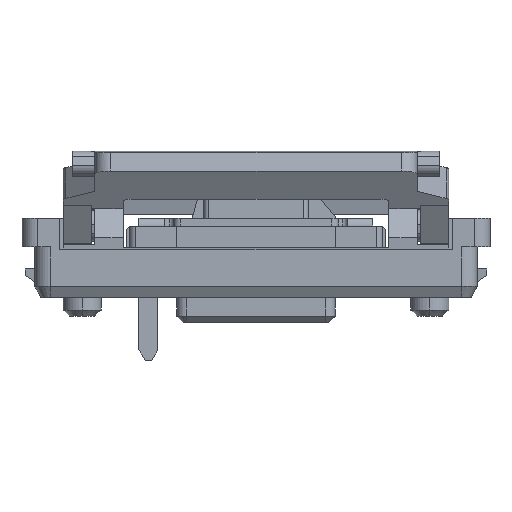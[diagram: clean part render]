
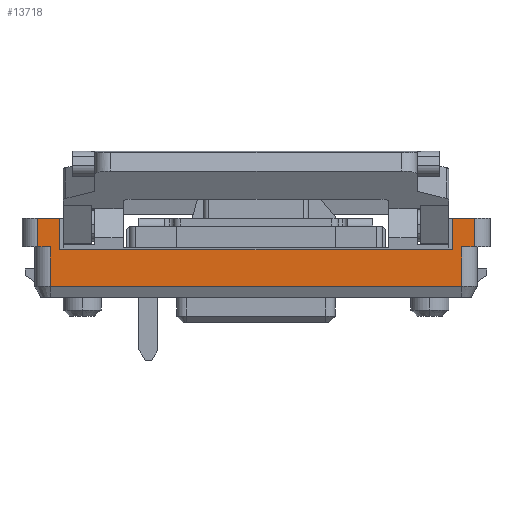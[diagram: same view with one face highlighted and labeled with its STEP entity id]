
A CAD part, left-side view. The second image highlights one B-rep face of the part: STEP entity #13718.
In plain terms, the highlighted planar face has unit normal (-1, 0, 0).
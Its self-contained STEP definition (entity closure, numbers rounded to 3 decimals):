
#11129 = VERTEX_POINT ( 'NONE', #22464 ) ;
#11131 = EDGE_CURVE ( 'NONE', #11129, #11132, #22463, .T. ) ;
#11132 = VERTEX_POINT ( 'NONE', #22459 ) ;
#12322 = VERTEX_POINT ( 'NONE', #24509 ) ;
#12324 = EDGE_CURVE ( 'NONE', #12322, #12325, #24508, .T. ) ;
#12325 = VERTEX_POINT ( 'NONE', #24504 ) ;
#12371 = EDGE_CURVE ( 'NONE', #12372, #11132, #24561, .T. ) ;
#12372 = VERTEX_POINT ( 'NONE', #24557 ) ;
#12413 = EDGE_CURVE ( 'NONE', #12325, #12414, #24614, .T. ) ;
#12414 = VERTEX_POINT ( 'NONE', #24670 ) ;
#12621 = VERTEX_POINT ( 'NONE', #24975 ) ;
#12623 = EDGE_CURVE ( 'NONE', #12624, #12621, #24974, .T. ) ;
#12624 = VERTEX_POINT ( 'NONE', #24970 ) ;
#13638 = ORIENTED_EDGE ( 'NONE', *, *, #13639, .T. ) ;
#13639 = EDGE_CURVE ( 'NONE', #13722, #13640, #26754, .T. ) ;
#13640 = VERTEX_POINT ( 'NONE', #26750 ) ;
#13641 = ORIENTED_EDGE ( 'NONE', *, *, #13642, .T. ) ;
#13642 = EDGE_CURVE ( 'NONE', #13640, #12624, #26749, .T. ) ;
#13643 = ORIENTED_EDGE ( 'NONE', *, *, #12623, .T. ) ;
#13690 = ORIENTED_EDGE ( 'NONE', *, *, #13691, .T. ) ;
#13691 = EDGE_CURVE ( 'NONE', #11129, #13723, #26788, .T. ) ;
#13704 = ORIENTED_EDGE ( 'NONE', *, *, #13705, .F. ) ;
#13705 = EDGE_CURVE ( 'NONE', #13706, #12621, #26827, .T. ) ;
#13706 = VERTEX_POINT ( 'NONE', #26823 ) ;
#13707 = ORIENTED_EDGE ( 'NONE', *, *, #13708, .T. ) ;
#13708 = EDGE_CURVE ( 'NONE', #13706, #12414, #26822, .T. ) ;
#13709 = ORIENTED_EDGE ( 'NONE', *, *, #12413, .F. ) ;
#13710 = ORIENTED_EDGE ( 'NONE', *, *, #12324, .F. ) ;
#13711 = ORIENTED_EDGE ( 'NONE', *, *, #13712, .F. ) ;
#13712 = EDGE_CURVE ( 'NONE', #12372, #12322, #26884, .T. ) ;
#13713 = ORIENTED_EDGE ( 'NONE', *, *, #12371, .T. ) ;
#13714 = ORIENTED_EDGE ( 'NONE', *, *, #11131, .F. ) ;
#13718 = ADVANCED_FACE ( 'NONE', ( #26876 ), #26875, .F. ) ;
#13719 = EDGE_LOOP ( 'NONE', ( #13720, #13638, #13641, #13643, #13704, #13707, #13709, #13710, #13711, #13713, #13714, #13690 ) ) ;
#13720 = ORIENTED_EDGE ( 'NONE', *, *, #13721, .F. ) ;
#13721 = EDGE_CURVE ( 'NONE', #13722, #13723, #26870, .T. ) ;
#13722 = VERTEX_POINT ( 'NONE', #26866 ) ;
#13723 = VERTEX_POINT ( 'NONE', #26865 ) ;
#22459 = CARTESIAN_POINT ( 'NONE',  ( -7., 6.2, 2.5 ) ) ;
#22460 = DIRECTION ( 'NONE',  ( 0., -1., 0. ) ) ;
#22461 = VECTOR ( 'NONE', #22460, 1000. ) ;
#22462 = CARTESIAN_POINT ( 'NONE',  ( -7., 7., 2.5 ) ) ;
#22463 = LINE ( 'NONE', #22462, #22461 ) ;
#22464 = CARTESIAN_POINT ( 'NONE',  ( -7., 6.9, 2.5 ) ) ;
#24504 = CARTESIAN_POINT ( 'NONE',  ( -7., -6.2, 2.5 ) ) ;
#24505 = DIRECTION ( 'NONE',  ( 0., 0., 1. ) ) ;
#24506 = VECTOR ( 'NONE', #24505, 1000. ) ;
#24507 = CARTESIAN_POINT ( 'NONE',  ( -7., -6.2, 0.5 ) ) ;
#24508 = LINE ( 'NONE', #24507, #24506 ) ;
#24509 = CARTESIAN_POINT ( 'NONE',  ( -7., -6.2, 1.5 ) ) ;
#24557 = CARTESIAN_POINT ( 'NONE',  ( -7., 6.2, 1.5 ) ) ;
#24558 = DIRECTION ( 'NONE',  ( 0., 0., 1. ) ) ;
#24559 = VECTOR ( 'NONE', #24558, 1000. ) ;
#24560 = CARTESIAN_POINT ( 'NONE',  ( -7., 6.2, 0.5 ) ) ;
#24561 = LINE ( 'NONE', #24560, #24559 ) ;
#24614 = LINE ( 'NONE', #24673, #24672 ) ;
#24670 = CARTESIAN_POINT ( 'NONE',  ( -7., -6.9, 2.5 ) ) ;
#24671 = DIRECTION ( 'NONE',  ( 0., -1., 0. ) ) ;
#24672 = VECTOR ( 'NONE', #24671, 1000. ) ;
#24673 = CARTESIAN_POINT ( 'NONE',  ( -7., 7., 2.5 ) ) ;
#24970 = CARTESIAN_POINT ( 'NONE',  ( -7., -6.5, 0.346 ) ) ;
#24971 = DIRECTION ( 'NONE',  ( 0., 0., 1. ) ) ;
#24972 = VECTOR ( 'NONE', #24971, 1000. ) ;
#24973 = CARTESIAN_POINT ( 'NONE',  ( -7., -6.5, 2.5 ) ) ;
#24974 = LINE ( 'NONE', #24973, #24972 ) ;
#24975 = CARTESIAN_POINT ( 'NONE',  ( -7., -6.5, 1.6 ) ) ;
#26746 = DIRECTION ( 'NONE',  ( 0., -1., 0. ) ) ;
#26747 = VECTOR ( 'NONE', #26746, 1000. ) ;
#26748 = CARTESIAN_POINT ( 'NONE',  ( -7., 7., 0.346 ) ) ;
#26749 = LINE ( 'NONE', #26748, #26747 ) ;
#26750 = CARTESIAN_POINT ( 'NONE',  ( -7., 6.5, 0.346 ) ) ;
#26751 = DIRECTION ( 'NONE',  ( 0., 0., -1. ) ) ;
#26752 = VECTOR ( 'NONE', #26751, 1000. ) ;
#26753 = CARTESIAN_POINT ( 'NONE',  ( -7., 6.5, 2.5 ) ) ;
#26754 = LINE ( 'NONE', #26753, #26752 ) ;
#26788 = LINE ( 'NONE', #26850, #26849 ) ;
#26819 = DIRECTION ( 'NONE',  ( 0., 0., 1. ) ) ;
#26820 = VECTOR ( 'NONE', #26819, 1000. ) ;
#26821 = CARTESIAN_POINT ( 'NONE',  ( -7., -6.9, 2.5 ) ) ;
#26822 = LINE ( 'NONE', #26821, #26820 ) ;
#26823 = CARTESIAN_POINT ( 'NONE',  ( -7., -6.9, 1.6 ) ) ;
#26824 = DIRECTION ( 'NONE',  ( 0., 1., 0. ) ) ;
#26825 = VECTOR ( 'NONE', #26824, 1000. ) ;
#26826 = CARTESIAN_POINT ( 'NONE',  ( -7., -6.9, 1.6 ) ) ;
#26827 = LINE ( 'NONE', #26826, #26825 ) ;
#26848 = DIRECTION ( 'NONE',  ( 0., 0., -1. ) ) ;
#26849 = VECTOR ( 'NONE', #26848, 1000. ) ;
#26850 = CARTESIAN_POINT ( 'NONE',  ( -7., 6.9, 2. ) ) ;
#26865 = CARTESIAN_POINT ( 'NONE',  ( -7., 6.9, 1.6 ) ) ;
#26866 = CARTESIAN_POINT ( 'NONE',  ( -7., 6.5, 1.6 ) ) ;
#26867 = DIRECTION ( 'NONE',  ( 0., 1., 0. ) ) ;
#26868 = VECTOR ( 'NONE', #26867, 1000. ) ;
#26869 = CARTESIAN_POINT ( 'NONE',  ( -7., 6.5, 1.6 ) ) ;
#26870 = LINE ( 'NONE', #26869, #26868 ) ;
#26871 = DIRECTION ( 'NONE',  ( 0., 1., 0. ) ) ;
#26872 = DIRECTION ( 'NONE',  ( 1., 0., 0. ) ) ;
#26873 = CARTESIAN_POINT ( 'NONE',  ( -7., 7., 2.5 ) ) ;
#26874 = AXIS2_PLACEMENT_3D ( 'NONE', #26873, #26872, #26871 ) ;
#26875 = PLANE ( 'NONE',  #26874 ) ;
#26876 = FACE_OUTER_BOUND ( 'NONE', #13719, .T. ) ;
#26881 = DIRECTION ( 'NONE',  ( 0., -1., 0. ) ) ;
#26882 = VECTOR ( 'NONE', #26881, 1000. ) ;
#26883 = CARTESIAN_POINT ( 'NONE',  ( -7., 6.2, 1.5 ) ) ;
#26884 = LINE ( 'NONE', #26883, #26882 ) ;
